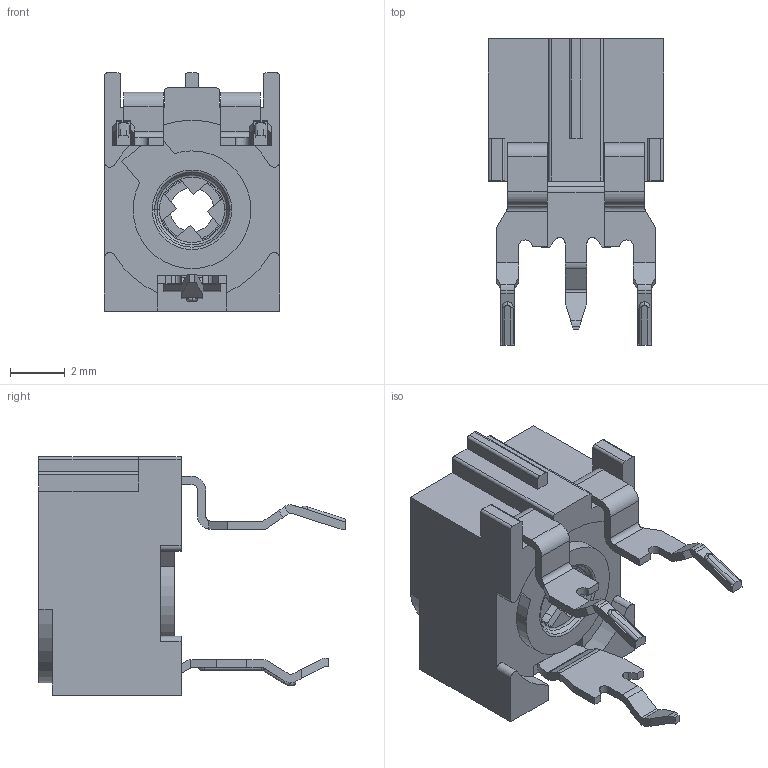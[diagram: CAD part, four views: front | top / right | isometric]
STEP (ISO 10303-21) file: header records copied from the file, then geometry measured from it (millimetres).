
FILE_DESCRIPTION (( 'STEP AP214' ), '1' );
FILE_NAME ('N6-L50T0C-103.STEP', '2024-08-25T05:04:19', ( '' ), ( '' ), 'SwSTEP 2.0', 'SolidWorks 2023', '' );
FILE_SCHEMA (( 'AUTOMOTIVE_DESIGN' ));
Length unit declared in the file: millimetre
Products named in the file (1): N6-L50T0C-103
Bounding box: 6.4 x 11.2 x 8.7 mm (x, y, z)
Volume: 214.2 mm3; surface area: 585 mm2
Topology: 6 solids, 6 shells, 273 faces, 745 edges, 487 vertices
Faces by surface type: plane 153, cylinder 97, torus 14, cone 7, bspline 2
Entity records: 10071 total; most frequent: CARTESIAN_POINT 1748, ORIENTED_EDGE 1490, DIRECTION 1468, EDGE_CURVE 745, AXIS2_PLACEMENT_3D 492, VERTEX_POINT 487, VECTOR 484, LINE 484
